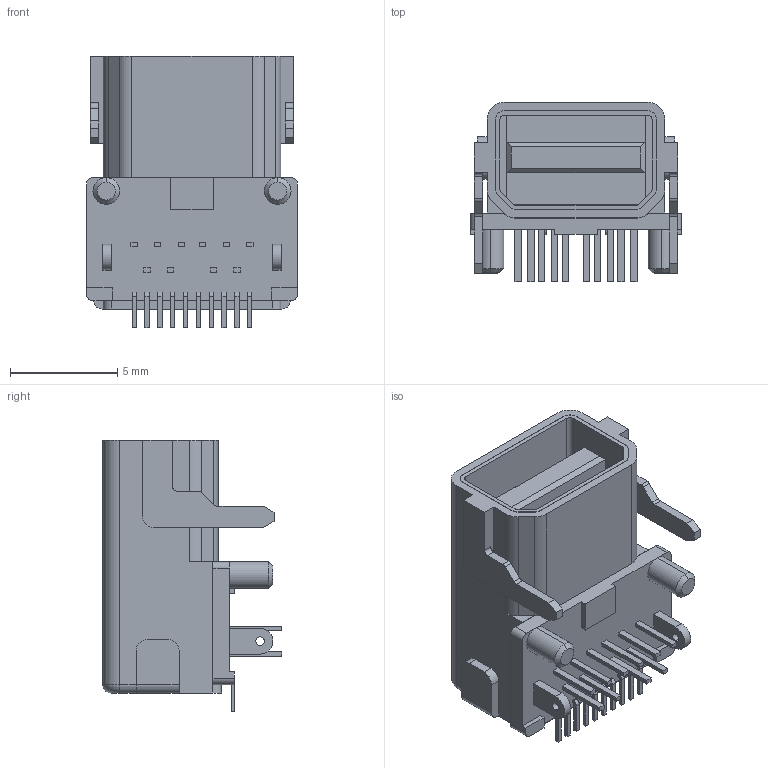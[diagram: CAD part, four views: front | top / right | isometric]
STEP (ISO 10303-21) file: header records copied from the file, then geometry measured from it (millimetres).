
FILE_DESCRIPTION (( 'STEP AP214' ), '1' );
FILE_NAME ('G46M2013201AWEU.STEP', '2022-12-27T12:27:42', ( '' ), ( '' ), 'SwSTEP 2.0', 'SolidWorks 2021', '' );
FILE_SCHEMA (( 'AUTOMOTIVE_DESIGN' ));
Length unit declared in the file: millimetre
Products named in the file (1): G46M2013201AWEU
Bounding box: 9.85 x 8.36 x 12.67 mm (x, y, z)
Volume: 459.8 mm3; surface area: 1451.6 mm2
Topology: 23 solids, 23 shells, 345 faces, 871 edges, 572 vertices
Faces by surface type: plane 262, cylinder 77, cone 4, torus 2
Entity records: 10511 total; most frequent: CARTESIAN_POINT 1789, ORIENTED_EDGE 1742, DIRECTION 1725, EDGE_CURVE 871, LINE 709, VECTOR 709, VERTEX_POINT 572, AXIS2_PLACEMENT_3D 508
